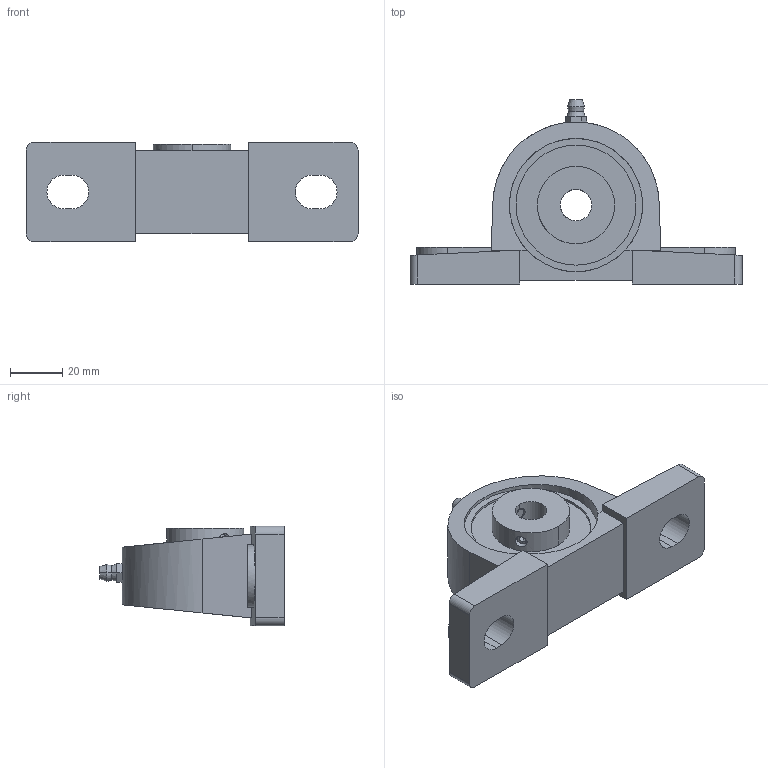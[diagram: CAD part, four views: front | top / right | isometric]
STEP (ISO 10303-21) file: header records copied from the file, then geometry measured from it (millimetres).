
FILE_DESCRIPTION( ( '' ), '1' );
FILE_NAME( 'ucp201d1_12_d1__2_03.stp', '2011-08-09T09:18:14', ( '' ), ( '' ), ' ', ' ', ' ' );
FILE_SCHEMA( ( 'CONFIG_CONTROL_DESIGN' ) );
Length unit declared in the file: millimetre
Products named in the file (2): 1; 2
Bounding box: 127 x 70.5 x 38 mm (x, y, z)
Volume: 112846.6 mm3; surface area: 24765.9 mm2
Topology: 2 solids, 2 shells, 118 faces, 292 edges, 186 vertices
Faces by surface type: plane 71, cylinder 33, cone 14
Entity records: 3816 total; most frequent: CARTESIAN_POINT 866, DIRECTION 604, ORIENTED_EDGE 584, EDGE_CURVE 292, AXIS2_PLACEMENT_3D 204, LINE 196, VECTOR 196, VERTEX_POINT 186
